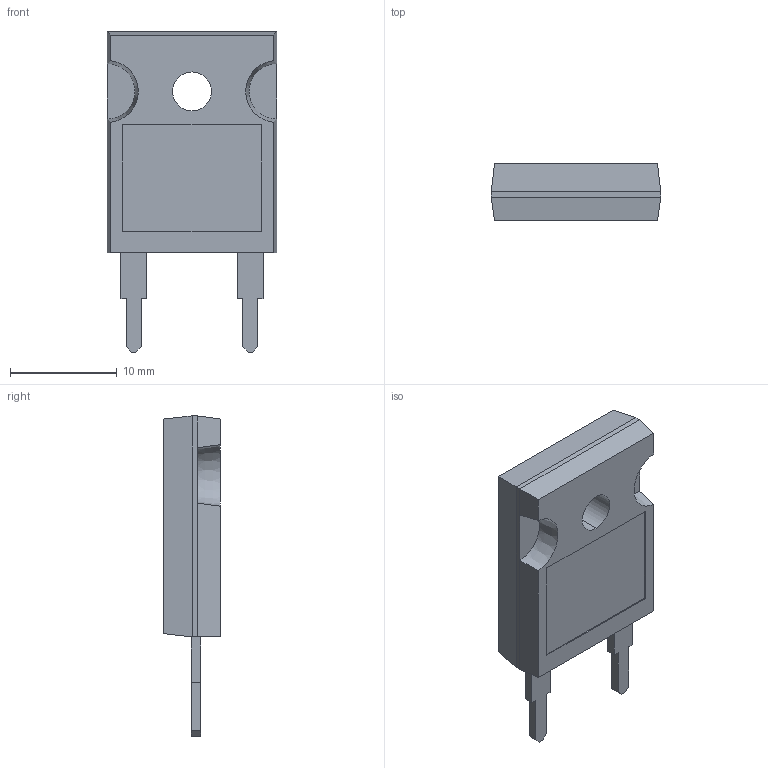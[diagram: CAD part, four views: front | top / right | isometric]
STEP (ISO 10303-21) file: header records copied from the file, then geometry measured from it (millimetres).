
FILE_DESCRIPTION (( 'STEP AP214' ), '1' );
FILE_NAME ('TO-247_3PIN-L15.9-W5.1-H25.0-P5.44-L.step', '2022-08-01T12:52:20', ( '' ), ( '' ), 'SwSTEP 2.0', 'SolidWorks 2020', '' );
FILE_SCHEMA (( 'AUTOMOTIVE_DESIGN' ));
Length unit declared in the file: millimetre
Products named in the file (1): TO-247_3PIN-L15.9-W5.1-H25.0-P5.44-L
Bounding box: 15.87 x 5.31 x 30 mm (x, y, z)
Volume: 1609.5 mm3; surface area: 1321.8 mm2
Topology: 1 solids, 1 shells, 291 faces, 785 edges, 520 vertices
Faces by surface type: plane 185, bspline 98, cylinder 6, cone 2
Entity records: 12284 total; most frequent: CARTESIAN_POINT 2915, ORIENTED_EDGE 1570, DIRECTION 985, EDGE_CURVE 785, VECTOR 565, LINE 565, VERTEX_POINT 520, EDGE_LOOP 317
